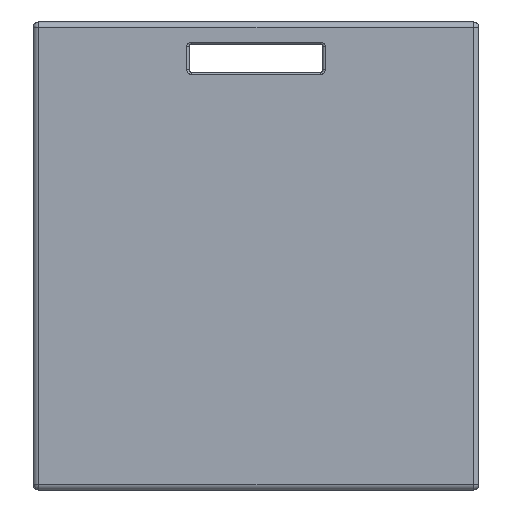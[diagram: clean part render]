
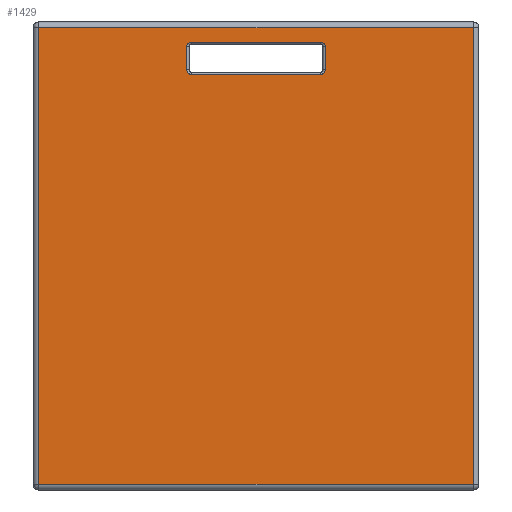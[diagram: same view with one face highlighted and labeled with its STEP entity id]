
A CAD part, left-side view. The second image highlights one B-rep face of the part: STEP entity #1429.
In plain terms, the highlighted planar face has unit normal (-1, 0, 0).
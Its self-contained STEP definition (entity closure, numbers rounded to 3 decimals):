
#30=FACE_BOUND('',#441,.T.);
#39=PLANE('',#1612);
#85=LINE('',#2451,#181);
#87=LINE('',#2454,#183);
#93=LINE('',#2463,#189);
#97=LINE('',#2469,#193);
#111=LINE('',#2495,#207);
#112=LINE('',#2497,#208);
#113=LINE('',#2499,#209);
#114=LINE('',#2500,#210);
#181=VECTOR('',#1952,10.);
#183=VECTOR('',#1956,10.);
#189=VECTOR('',#1968,10.);
#193=VECTOR('',#1976,10.);
#207=VECTOR('',#2002,10.);
#208=VECTOR('',#2003,10.);
#209=VECTOR('',#2004,10.);
#210=VECTOR('',#2005,10.);
#338=FACE_OUTER_BOUND('',#440,.T.);
#440=EDGE_LOOP('',(#1150,#1151,#1152,#1153));
#441=EDGE_LOOP('',(#1154,#1155,#1156,#1157,#1158,#1159,#1160,#1161));
#540=CIRCLE('',#1577,4.);
#544=CIRCLE('',#1582,4.);
#550=CIRCLE('',#1591,4.);
#556=CIRCLE('',#1598,4.);
#664=VERTEX_POINT('',#2406);
#665=VERTEX_POINT('',#2408);
#668=VERTEX_POINT('',#2415);
#669=VERTEX_POINT('',#2417);
#674=VERTEX_POINT('',#2433);
#675=VERTEX_POINT('',#2434);
#680=VERTEX_POINT('',#2445);
#681=VERTEX_POINT('',#2447);
#686=VERTEX_POINT('',#2493);
#687=VERTEX_POINT('',#2494);
#688=VERTEX_POINT('',#2496);
#689=VERTEX_POINT('',#2498);
#804=EDGE_CURVE('',#664,#665,#540,.T.);
#808=EDGE_CURVE('',#668,#669,#544,.T.);
#816=EDGE_CURVE('',#674,#675,#550,.T.);
#822=EDGE_CURVE('',#680,#681,#556,.T.);
#824=EDGE_CURVE('',#675,#680,#85,.T.);
#826=EDGE_CURVE('',#681,#668,#87,.T.);
#832=EDGE_CURVE('',#665,#674,#93,.T.);
#836=EDGE_CURVE('',#669,#664,#97,.T.);
#850=EDGE_CURVE('',#686,#687,#111,.T.);
#851=EDGE_CURVE('',#688,#686,#112,.T.);
#852=EDGE_CURVE('',#689,#688,#113,.T.);
#853=EDGE_CURVE('',#687,#689,#114,.T.);
#1150=ORIENTED_EDGE('',*,*,#850,.F.);
#1151=ORIENTED_EDGE('',*,*,#851,.F.);
#1152=ORIENTED_EDGE('',*,*,#852,.F.);
#1153=ORIENTED_EDGE('',*,*,#853,.F.);
#1154=ORIENTED_EDGE('',*,*,#822,.F.);
#1155=ORIENTED_EDGE('',*,*,#824,.F.);
#1156=ORIENTED_EDGE('',*,*,#816,.F.);
#1157=ORIENTED_EDGE('',*,*,#832,.F.);
#1158=ORIENTED_EDGE('',*,*,#804,.F.);
#1159=ORIENTED_EDGE('',*,*,#836,.F.);
#1160=ORIENTED_EDGE('',*,*,#808,.F.);
#1161=ORIENTED_EDGE('',*,*,#826,.F.);
#1429=ADVANCED_FACE('',(#338,#30),#39,.T.);
#1577=AXIS2_PLACEMENT_3D('',#2409,#1902,#1903);
#1582=AXIS2_PLACEMENT_3D('',#2418,#1912,#1913);
#1591=AXIS2_PLACEMENT_3D('',#2435,#1932,#1933);
#1598=AXIS2_PLACEMENT_3D('',#2448,#1946,#1947);
#1612=AXIS2_PLACEMENT_3D('',#2492,#2000,#2001);
#1902=DIRECTION('center_axis',(-1.,0.,0.));
#1903=DIRECTION('ref_axis',(0.,0.707,0.707));
#1912=DIRECTION('center_axis',(-1.,0.,0.));
#1913=DIRECTION('ref_axis',(0.,-0.707,0.707));
#1932=DIRECTION('center_axis',(-1.,0.,0.));
#1933=DIRECTION('ref_axis',(0.,0.707,-0.707));
#1946=DIRECTION('center_axis',(-1.,0.,0.));
#1947=DIRECTION('ref_axis',(0.,-0.707,-0.707));
#1952=DIRECTION('',(0.,-1.,0.));
#1956=DIRECTION('',(0.,0.,1.));
#1968=DIRECTION('',(0.,0.,-1.));
#1976=DIRECTION('',(0.,1.,0.));
#2000=DIRECTION('center_axis',(-1.,0.,0.));
#2001=DIRECTION('ref_axis',(0.,-1.,0.));
#2002=DIRECTION('',(0.,0.,-1.));
#2003=DIRECTION('',(0.,-1.,0.));
#2004=DIRECTION('',(0.,0.,1.));
#2005=DIRECTION('',(0.,1.,0.));
#2406=CARTESIAN_POINT('',(-300.,58.,402.));
#2408=CARTESIAN_POINT('',(-300.,62.,398.));
#2409=CARTESIAN_POINT('Origin',(-300.,58.,398.));
#2415=CARTESIAN_POINT('',(-300.,-62.,398.));
#2417=CARTESIAN_POINT('',(-300.,-58.,402.));
#2418=CARTESIAN_POINT('Origin',(-300.,-58.,398.));
#2433=CARTESIAN_POINT('',(-300.,62.,377.));
#2434=CARTESIAN_POINT('',(-300.,58.,373.));
#2435=CARTESIAN_POINT('Origin',(-300.,58.,377.));
#2445=CARTESIAN_POINT('',(-300.,-58.,373.));
#2447=CARTESIAN_POINT('',(-300.,-62.,377.));
#2448=CARTESIAN_POINT('Origin',(-300.,-58.,377.));
#2451=CARTESIAN_POINT('',(-300.,70.,373.));
#2454=CARTESIAN_POINT('',(-300.,-62.,200.));
#2463=CARTESIAN_POINT('',(-300.,62.,187.5));
#2469=CARTESIAN_POINT('',(-300.,130.,402.));
#2492=CARTESIAN_POINT('Origin',(-300.,200.,0.));
#2493=CARTESIAN_POINT('',(-300.,-195.,415.));
#2494=CARTESIAN_POINT('',(-300.,-195.,5.));
#2495=CARTESIAN_POINT('',(-300.,-195.,0.));
#2496=CARTESIAN_POINT('',(-300.,195.,415.));
#2497=CARTESIAN_POINT('',(-300.,100.,415.));
#2498=CARTESIAN_POINT('',(-300.,195.,5.));
#2499=CARTESIAN_POINT('',(-300.,195.,0.));
#2500=CARTESIAN_POINT('',(-300.,100.,5.));
